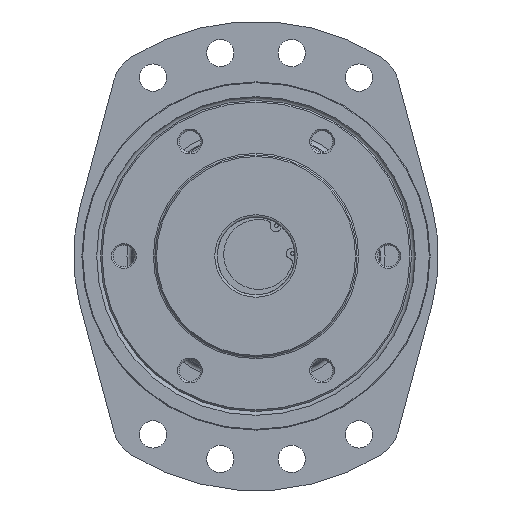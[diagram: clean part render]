
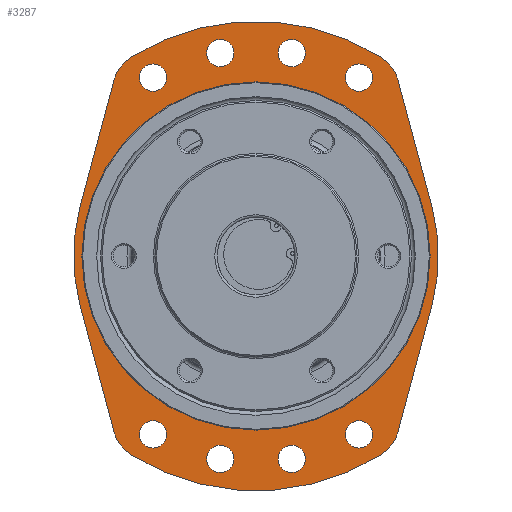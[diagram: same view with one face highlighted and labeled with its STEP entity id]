
A CAD part, left-side view. The second image highlights one B-rep face of the part: STEP entity #3287.
In plain terms, the highlighted planar face has unit normal (-1, 0, 0).
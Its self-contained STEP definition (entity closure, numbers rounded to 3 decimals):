
#338=LINE('',#5696,#417);
#342=LINE('',#5708,#421);
#348=LINE('',#5732,#427);
#352=LINE('',#5784,#431);
#417=VECTOR('',#4638,1000.);
#421=VECTOR('',#4650,1000.);
#427=VECTOR('',#4676,1000.);
#431=VECTOR('',#4736,1000.);
#995=ORIENTED_EDGE('',*,*,#1371,.T.);
#996=ORIENTED_EDGE('',*,*,#1463,.T.);
#997=ORIENTED_EDGE('',*,*,#1461,.T.);
#998=ORIENTED_EDGE('',*,*,#1459,.T.);
#999=ORIENTED_EDGE('',*,*,#1457,.T.);
#1000=ORIENTED_EDGE('',*,*,#1455,.T.);
#1001=ORIENTED_EDGE('',*,*,#1453,.T.);
#1002=ORIENTED_EDGE('',*,*,#1451,.T.);
#1003=ORIENTED_EDGE('',*,*,#1449,.T.);
#1004=ORIENTED_EDGE('',*,*,#1414,.F.);
#1005=ORIENTED_EDGE('',*,*,#1464,.F.);
#1006=ORIENTED_EDGE('',*,*,#1445,.F.);
#1007=ORIENTED_EDGE('',*,*,#1442,.F.);
#1008=ORIENTED_EDGE('',*,*,#1439,.F.);
#1009=ORIENTED_EDGE('',*,*,#1436,.F.);
#1010=ORIENTED_EDGE('',*,*,#1433,.F.);
#1011=ORIENTED_EDGE('',*,*,#1430,.F.);
#1012=ORIENTED_EDGE('',*,*,#1427,.F.);
#1013=ORIENTED_EDGE('',*,*,#1424,.F.);
#1014=ORIENTED_EDGE('',*,*,#1421,.F.);
#1015=ORIENTED_EDGE('',*,*,#1418,.F.);
#1371=EDGE_CURVE('',#1702,#1702,#1984,.T.);
#1414=EDGE_CURVE('',#1745,#1746,#2027,.T.);
#1418=EDGE_CURVE('',#1746,#1749,#2029,.T.);
#1421=EDGE_CURVE('',#1749,#1751,#2031,.T.);
#1424=EDGE_CURVE('',#1751,#1753,#338,.T.);
#1427=EDGE_CURVE('',#1753,#1755,#2033,.T.);
#1430=EDGE_CURVE('',#1755,#1757,#342,.T.);
#1433=EDGE_CURVE('',#1757,#1759,#2035,.T.);
#1436=EDGE_CURVE('',#1759,#1761,#2037,.T.);
#1439=EDGE_CURVE('',#1761,#1763,#2039,.T.);
#1442=EDGE_CURVE('',#1763,#1765,#348,.T.);
#1445=EDGE_CURVE('',#1765,#1767,#2041,.T.);
#1449=EDGE_CURVE('',#1770,#1770,#2044,.T.);
#1451=EDGE_CURVE('',#1772,#1772,#2046,.T.);
#1453=EDGE_CURVE('',#1774,#1774,#2048,.T.);
#1455=EDGE_CURVE('',#1776,#1776,#2050,.T.);
#1457=EDGE_CURVE('',#1778,#1778,#2052,.T.);
#1459=EDGE_CURVE('',#1780,#1780,#2054,.T.);
#1461=EDGE_CURVE('',#1782,#1782,#2056,.T.);
#1463=EDGE_CURVE('',#1784,#1784,#2058,.T.);
#1464=EDGE_CURVE('',#1767,#1745,#352,.T.);
#1702=VERTEX_POINT('',#5560);
#1745=VERTEX_POINT('',#5676);
#1746=VERTEX_POINT('',#5677);
#1749=VERTEX_POINT('',#5685);
#1751=VERTEX_POINT('',#5691);
#1753=VERTEX_POINT('',#5697);
#1755=VERTEX_POINT('',#5703);
#1757=VERTEX_POINT('',#5709);
#1759=VERTEX_POINT('',#5715);
#1761=VERTEX_POINT('',#5721);
#1763=VERTEX_POINT('',#5727);
#1765=VERTEX_POINT('',#5733);
#1767=VERTEX_POINT('',#5739);
#1770=VERTEX_POINT('',#5747);
#1772=VERTEX_POINT('',#5752);
#1774=VERTEX_POINT('',#5757);
#1776=VERTEX_POINT('',#5762);
#1778=VERTEX_POINT('',#5767);
#1780=VERTEX_POINT('',#5772);
#1782=VERTEX_POINT('',#5777);
#1784=VERTEX_POINT('',#5782);
#1984=CIRCLE('',#3664,112.);
#2027=CIRCLE('',#3737,25.);
#2029=CIRCLE('',#3740,151.);
#2031=CIRCLE('',#3743,25.);
#2033=CIRCLE('',#3747,117.5);
#2035=CIRCLE('',#3751,25.);
#2037=CIRCLE('',#3754,151.);
#2039=CIRCLE('',#3757,25.);
#2041=CIRCLE('',#3761,117.5);
#2044=CIRCLE('',#3765,8.8);
#2046=CIRCLE('',#3768,8.8);
#2048=CIRCLE('',#3771,8.8);
#2050=CIRCLE('',#3774,8.8);
#2052=CIRCLE('',#3777,8.8);
#2054=CIRCLE('',#3780,8.8);
#2056=CIRCLE('',#3783,8.8);
#2058=CIRCLE('',#3786,8.8);
#2458=EDGE_LOOP('',(#995));
#2459=EDGE_LOOP('',(#996));
#2460=EDGE_LOOP('',(#997));
#2461=EDGE_LOOP('',(#998));
#2462=EDGE_LOOP('',(#999));
#2463=EDGE_LOOP('',(#1000));
#2464=EDGE_LOOP('',(#1001));
#2465=EDGE_LOOP('',(#1002));
#2466=EDGE_LOOP('',(#1003));
#2467=EDGE_LOOP('',(#1004,#1005,#1006,#1007,#1008,#1009,#1010,#1011,#1012,
#1013,#1014,#1015));
#2931=FACE_BOUND('',#2458,.T.);
#2932=FACE_BOUND('',#2459,.T.);
#2933=FACE_BOUND('',#2460,.T.);
#2934=FACE_BOUND('',#2461,.T.);
#2935=FACE_BOUND('',#2462,.T.);
#2936=FACE_BOUND('',#2463,.T.);
#2937=FACE_BOUND('',#2464,.T.);
#2938=FACE_BOUND('',#2465,.T.);
#2939=FACE_BOUND('',#2466,.T.);
#2940=FACE_BOUND('',#2467,.T.);
#3117=PLANE('',#3790);
#3287=ADVANCED_FACE('',(#2931,#2932,#2933,#2934,#2935,#2936,#2937,#2938,
#2939,#2940),#3117,.F.);
#3664=AXIS2_PLACEMENT_3D('',#5559,#4470,#4471);
#3737=AXIS2_PLACEMENT_3D('',#5675,#4616,#4617);
#3740=AXIS2_PLACEMENT_3D('',#5684,#4624,#4625);
#3743=AXIS2_PLACEMENT_3D('',#5690,#4631,#4632);
#3747=AXIS2_PLACEMENT_3D('',#5702,#4643,#4644);
#3751=AXIS2_PLACEMENT_3D('',#5714,#4655,#4656);
#3754=AXIS2_PLACEMENT_3D('',#5720,#4662,#4663);
#3757=AXIS2_PLACEMENT_3D('',#5726,#4669,#4670);
#3761=AXIS2_PLACEMENT_3D('',#5738,#4681,#4682);
#3765=AXIS2_PLACEMENT_3D('',#5746,#4690,#4691);
#3768=AXIS2_PLACEMENT_3D('',#5751,#4696,#4697);
#3771=AXIS2_PLACEMENT_3D('',#5756,#4702,#4703);
#3774=AXIS2_PLACEMENT_3D('',#5761,#4708,#4709);
#3777=AXIS2_PLACEMENT_3D('',#5766,#4714,#4715);
#3780=AXIS2_PLACEMENT_3D('',#5771,#4720,#4721);
#3783=AXIS2_PLACEMENT_3D('',#5776,#4726,#4727);
#3786=AXIS2_PLACEMENT_3D('',#5781,#4732,#4733);
#3790=AXIS2_PLACEMENT_3D('',#5789,#4742,#4743);
#4470=DIRECTION('',(1.,0.,0.));
#4471=DIRECTION('',(0.,0.,-1.));
#4616=DIRECTION('',(1.,0.,0.));
#4617=DIRECTION('',(0.,0.,-1.));
#4624=DIRECTION('',(1.,0.,0.));
#4625=DIRECTION('',(0.,0.,-1.));
#4631=DIRECTION('',(1.,0.,0.));
#4632=DIRECTION('',(0.,0.,-1.));
#4638=DIRECTION('',(0.,-0.259,-0.966));
#4643=DIRECTION('',(1.,0.,0.));
#4644=DIRECTION('',(0.,0.,-1.));
#4650=DIRECTION('',(0.,0.259,-0.966));
#4655=DIRECTION('',(1.,0.,0.));
#4656=DIRECTION('',(0.,0.,-1.));
#4662=DIRECTION('',(1.,0.,0.));
#4663=DIRECTION('',(0.,0.,-1.));
#4669=DIRECTION('',(1.,0.,0.));
#4670=DIRECTION('',(0.,0.,-1.));
#4676=DIRECTION('',(0.,0.259,0.966));
#4681=DIRECTION('',(1.,0.,0.));
#4682=DIRECTION('',(0.,0.,-1.));
#4690=DIRECTION('',(1.,0.,0.));
#4691=DIRECTION('',(0.,0.,-1.));
#4696=DIRECTION('',(1.,0.,0.));
#4697=DIRECTION('',(0.,0.,-1.));
#4702=DIRECTION('',(1.,0.,0.));
#4703=DIRECTION('',(0.,0.,-1.));
#4708=DIRECTION('',(1.,0.,0.));
#4709=DIRECTION('',(0.,0.,-1.));
#4714=DIRECTION('',(1.,0.,0.));
#4715=DIRECTION('',(0.,0.,-1.));
#4720=DIRECTION('',(1.,0.,0.));
#4721=DIRECTION('',(0.,0.,-1.));
#4726=DIRECTION('',(1.,0.,0.));
#4727=DIRECTION('',(0.,0.,-1.));
#4732=DIRECTION('',(1.,0.,0.));
#4733=DIRECTION('',(0.,0.,-1.));
#4736=DIRECTION('',(0.,-0.259,0.966));
#4742=DIRECTION('',(1.,0.,0.));
#4743=DIRECTION('',(0.,0.,-1.));
#5559=CARTESIAN_POINT('',(121.5,0.,0.));
#5560=CARTESIAN_POINT('',(121.5,0.,-112.));
#5675=CARTESIAN_POINT('',(121.5,67.205,106.581));
#5676=CARTESIAN_POINT('',(121.5,91.353,113.052));
#5677=CARTESIAN_POINT('',(121.5,80.539,127.728));
#5684=CARTESIAN_POINT('',(121.5,0.,0.));
#5685=CARTESIAN_POINT('',(121.5,-80.539,127.728));
#5690=CARTESIAN_POINT('',(121.5,-67.205,106.581));
#5691=CARTESIAN_POINT('',(121.5,-91.353,113.052));
#5696=CARTESIAN_POINT('',(121.5,-91.353,113.052));
#5697=CARTESIAN_POINT('',(121.5,-113.496,30.411));
#5702=CARTESIAN_POINT('',(121.5,0.,0.));
#5703=CARTESIAN_POINT('',(121.5,-113.496,-30.411));
#5708=CARTESIAN_POINT('',(121.5,-113.496,-30.411));
#5709=CARTESIAN_POINT('',(121.5,-91.353,-113.052));
#5714=CARTESIAN_POINT('',(121.5,-67.205,-106.581));
#5715=CARTESIAN_POINT('',(121.5,-80.539,-127.728));
#5720=CARTESIAN_POINT('',(121.5,0.,0.));
#5721=CARTESIAN_POINT('',(121.5,80.539,-127.728));
#5726=CARTESIAN_POINT('',(121.5,67.205,-106.581));
#5727=CARTESIAN_POINT('',(121.5,91.353,-113.052));
#5732=CARTESIAN_POINT('',(121.5,91.353,-113.052));
#5733=CARTESIAN_POINT('',(121.5,113.496,-30.411));
#5738=CARTESIAN_POINT('',(121.5,0.,0.));
#5739=CARTESIAN_POINT('',(121.5,113.496,30.411));
#5746=CARTESIAN_POINT('',(121.5,23.008,-130.487));
#5747=CARTESIAN_POINT('',(121.5,23.008,-139.287));
#5751=CARTESIAN_POINT('',(121.5,-23.008,-130.487));
#5752=CARTESIAN_POINT('',(121.5,-23.008,-139.287));
#5756=CARTESIAN_POINT('',(121.5,66.25,-114.748));
#5757=CARTESIAN_POINT('',(121.5,66.25,-123.548));
#5761=CARTESIAN_POINT('',(121.5,-66.25,-114.748));
#5762=CARTESIAN_POINT('',(121.5,-66.25,-123.548));
#5766=CARTESIAN_POINT('',(121.5,66.25,114.748));
#5767=CARTESIAN_POINT('',(121.5,66.25,105.948));
#5771=CARTESIAN_POINT('',(121.5,-66.25,114.748));
#5772=CARTESIAN_POINT('',(121.5,-66.25,105.948));
#5776=CARTESIAN_POINT('',(121.5,23.008,130.487));
#5777=CARTESIAN_POINT('',(121.5,23.008,121.687));
#5781=CARTESIAN_POINT('',(121.5,-23.008,130.487));
#5782=CARTESIAN_POINT('',(121.5,-23.008,121.687));
#5784=CARTESIAN_POINT('',(121.5,113.496,30.411));
#5789=CARTESIAN_POINT('',(121.5,67.205,106.581));
